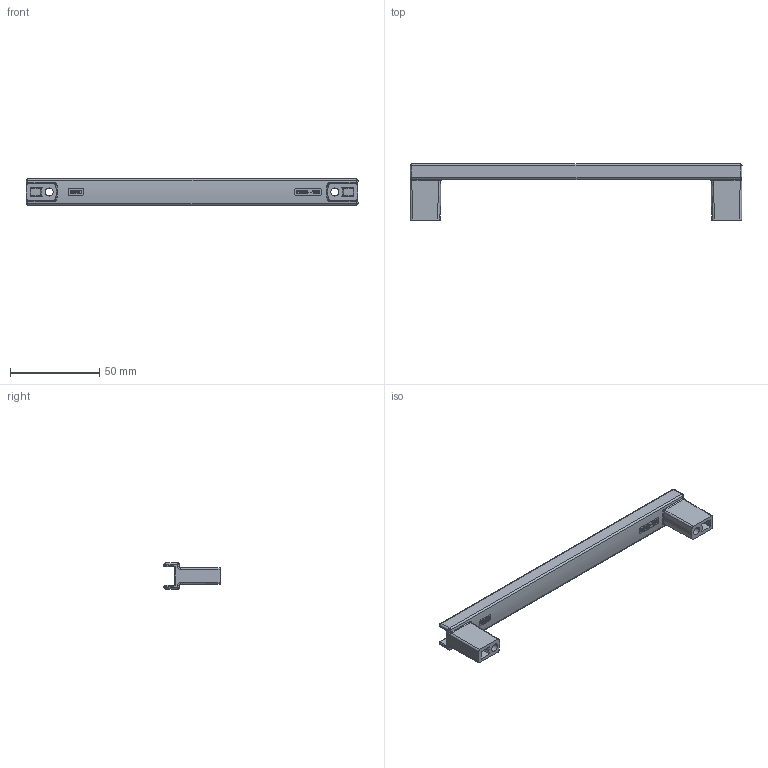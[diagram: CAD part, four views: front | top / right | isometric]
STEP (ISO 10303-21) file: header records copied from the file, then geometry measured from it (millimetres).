
FILE_DESCRIPTION(('Creo Elements/Direct Modeling STEP Export'),'2;1');
FILE_NAME('2659-186G.stp','2024-07-18T14:40:33',(''),(''),'Creo Elements/Direct Modeling STEP processor for AP214 (Solid Model)','Creo Elements/Direct Modeling 20.0 12-Nov-2016 (C) Parametric Technology GmbH','');
FILE_SCHEMA(('AUTOMOTIVE_DESIGN { 1 0 10303 214 1 1 1 1 }'));
Length unit declared in the file: millimetre
Products named in the file (2): ZN-12390
Assembly tree (1 placements, depth 2):
  ZN-12390
    ZN-12390
Bounding box: 185.98 x 31.4 x 14.8 mm (x, y, z)
Volume: 17213 mm3; surface area: 14358.1 mm2
Topology: 1 solids, 1 shells, 751 faces, 2126 edges, 1396 vertices
Faces by surface type: plane 639, cylinder 64, bspline 38, cone 6, sphere 4
Entity records: 28084 total; most frequent: CARTESIAN_POINT 8020, DIRECTION 4488, ORIENTED_EDGE 4244, EDGE_CURVE 2122, AXIS2_PLACEMENT_3D 1822, VERTEX_POINT 1396, ELLIPSE 998, VECTOR 844
